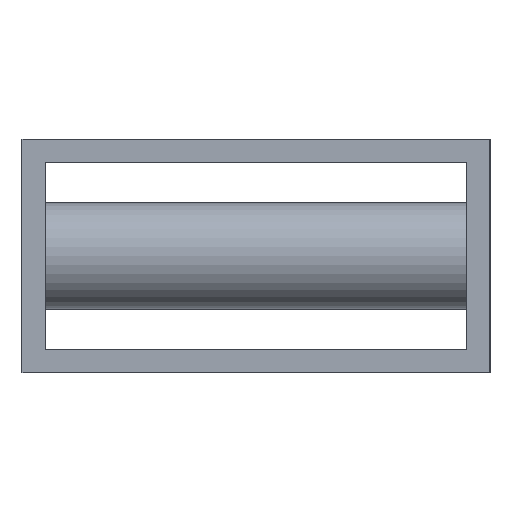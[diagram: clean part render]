
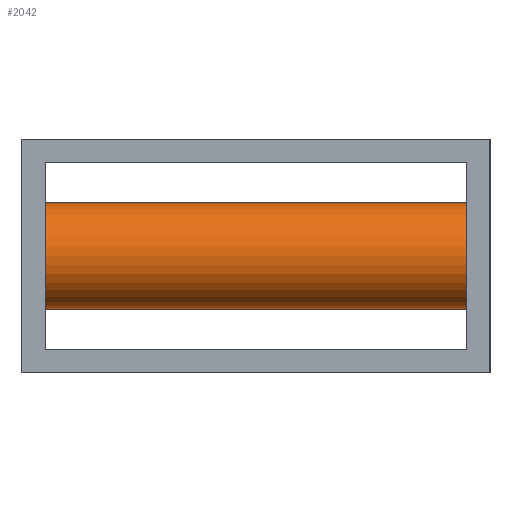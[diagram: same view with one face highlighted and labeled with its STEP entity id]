
A CAD part, left-side view. The second image highlights one B-rep face of the part: STEP entity #2042.
In plain terms, the highlighted cylindrical face has radius 4.55 mm (diameter 9.1 mm), a partial arc.
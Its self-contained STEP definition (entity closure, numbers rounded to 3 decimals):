
#19 = DIRECTION ( 'NONE',  ( 0., 0., 1. ) ) ;
#152 = CARTESIAN_POINT ( 'NONE',  ( 177.5, 38., -96.45 ) ) ;
#166 = AXIS2_PLACEMENT_3D ( 'NONE', #1725, #615, #1509 ) ;
#181 = CIRCLE ( 'NONE', #2464, 4.55 ) ;
#196 = VERTEX_POINT ( 'NONE', #466 ) ;
#207 = ORIENTED_EDGE ( 'NONE', *, *, #2563, .F. ) ;
#289 = EDGE_CURVE ( 'NONE', #196, #2579, #2044, .T. ) ;
#466 = CARTESIAN_POINT ( 'NONE',  ( 177.5, 38., -105.55 ) ) ;
#544 = EDGE_CURVE ( 'NONE', #2579, #1675, #2732, .T. ) ;
#615 = DIRECTION ( 'NONE',  ( 0., 1., 0. ) ) ;
#623 = ORIENTED_EDGE ( 'NONE', *, *, #289, .T. ) ;
#730 = CARTESIAN_POINT ( 'NONE',  ( 177.5, 2., -105.55 ) ) ;
#1000 = CARTESIAN_POINT ( 'NONE',  ( 177.5, 40., -101. ) ) ;
#1183 = DIRECTION ( 'NONE',  ( 0., 0., -1. ) ) ;
#1333 = CARTESIAN_POINT ( 'NONE',  ( 177.5, 38., -101. ) ) ;
#1407 = CARTESIAN_POINT ( 'NONE',  ( 177.5, 40., -105.55 ) ) ;
#1432 = DIRECTION ( 'NONE',  ( 0., -1., 0. ) ) ;
#1509 = DIRECTION ( 'NONE',  ( 0., 0., 1. ) ) ;
#1539 = VECTOR ( 'NONE', #2366, 1000. ) ;
#1558 = DIRECTION ( 'NONE',  ( 0., 1., 0. ) ) ;
#1559 = FACE_OUTER_BOUND ( 'NONE', #1752, .T. ) ;
#1565 = VECTOR ( 'NONE', #2702, 1000. ) ;
#1663 = CYLINDRICAL_SURFACE ( 'NONE', #1860, 4.55 ) ;
#1675 = VERTEX_POINT ( 'NONE', #2387 ) ;
#1721 = LINE ( 'NONE', #2354, #1539 ) ;
#1725 = CARTESIAN_POINT ( 'NONE',  ( 177.5, 2., -101. ) ) ;
#1750 = VERTEX_POINT ( 'NONE', #152 ) ;
#1752 = EDGE_LOOP ( 'NONE', ( #1828, #207, #623, #1758 ) ) ;
#1758 = ORIENTED_EDGE ( 'NONE', *, *, #544, .T. ) ;
#1828 = ORIENTED_EDGE ( 'NONE', *, *, #2796, .F. ) ;
#1860 = AXIS2_PLACEMENT_3D ( 'NONE', #1000, #1432, #1183 ) ;
#2042 = ADVANCED_FACE ( 'NONE', ( #1559 ), #1663, .T. ) ;
#2044 = LINE ( 'NONE', #1407, #1565 ) ;
#2354 = CARTESIAN_POINT ( 'NONE',  ( 177.5, 40., -96.45 ) ) ;
#2366 = DIRECTION ( 'NONE',  ( 0., -1., 0. ) ) ;
#2387 = CARTESIAN_POINT ( 'NONE',  ( 177.5, 2., -96.45 ) ) ;
#2464 = AXIS2_PLACEMENT_3D ( 'NONE', #1333, #1558, #19 ) ;
#2563 = EDGE_CURVE ( 'NONE', #196, #1750, #181, .T. ) ;
#2579 = VERTEX_POINT ( 'NONE', #730 ) ;
#2702 = DIRECTION ( 'NONE',  ( 0., -1., 0. ) ) ;
#2732 = CIRCLE ( 'NONE', #166, 4.55 ) ;
#2796 = EDGE_CURVE ( 'NONE', #1750, #1675, #1721, .T. ) ;
